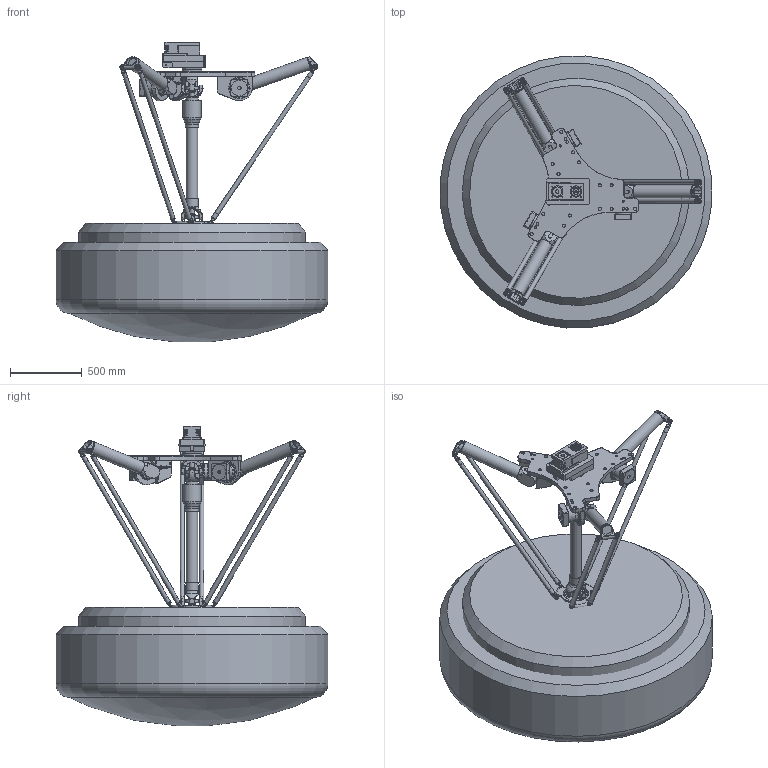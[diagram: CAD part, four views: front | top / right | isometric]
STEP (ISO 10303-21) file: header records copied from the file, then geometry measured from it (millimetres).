
FILE_DESCRIPTION(/* description */ ('Norm.iam Teamplte'),/* implementation_level */ '2;1');
FILE_NAME(/* name */ '3D-model_A_00888.stp',/* time_stamp */ '2024-10-25T08:27:40+02:00',/* author */ ('michael.schutter'),/* organization */ (''),/* preprocessor_version */ 'ST-DEVELOPER v19.2',/* originating_system */ 'Autodesk Inventor 2023',/* authorisation */ '');
FILE_SCHEMA (('AUTOMOTIVE_DESIGN { 1 0 10303 214 3 1 1 }'));
Products named in the file (15): A_00888_DUMMY DELTA Robotermechanik RL5-1900-12kg; MT_WST00054870MT_WST; MT_WST00066182MT_WST; MT_WST00061375MT_WST; MT_WST00066183MT_WST; MT_WST00061377MT_WST; MT_WST00055109MT_WST; MT_WST00058679MT_WST; MT_WST00067367MT_WST; MT_WST00066180MT_WST; MT_WST00069206MT_WST; MT_WST00050309MT_WST; MT_WST00054722MT_WST; MT_WST00112763; MT_WST00113296
Assembly tree (27 placements, depth 2):
  A_00888_DUMMY DELTA Robotermechanik RL5-1900-12kg
    MT_WST00054870MT_WST
    MT_WST00066182MT_WST
    MT_WST00061375MT_WST
    MT_WST00054722MT_WST  x2
    MT_WST00066183MT_WST
    MT_WST00061377MT_WST
    MT_WST00055109MT_WST  x3
    MT_WST00050309MT_WST  x6
    MT_WST00069206MT_WST  x6
    MT_WST00058679MT_WST
    MT_WST00067367MT_WST
    MT_WST00066180MT_WST
    MT_WST00112763
    MT_WST00113296
Bounding box: 1895.48 x 1895.48 x 2090.7 mm (x, y, z)
Volume: 2663630245.3 mm3; surface area: 18221300.2 mm2
Topology: 27 solids, 59 shells, 3590 faces, 8447 edges, 5326 vertices
Faces by surface type: plane 1809, cylinder 1040, cone 388, bspline 209, torus 135, sphere 9
Full cylindrical faces by diameter (mm): 3.242 x10, 4.917 x18, 6 x7, 6.647 x13, 6.8 x4, 8 x77, 8.5 x48, 9 x4, 9.6 x3, 10 x1, 11 x1, 12 x22, 13 x2, 15 x17, 16 x13, 17.294 x6, 18 x48, 19.626 x1, 20 x14, 22 x15, 24 x4, 25 x1, 26 x4, 30 x12, 30.01 x6, 32 x2, 35 x2, 36 x1, 42 x1, 45 x5
Entity records: 85329 total; most frequent: CARTESIAN_POINT 26608, DIRECTION 11913, ORIENTED_EDGE 11660, EDGE_CURVE 5830, AXIS2_PLACEMENT_3D 4364, VERTEX_POINT 3721, LINE 3185, VECTOR 3185
